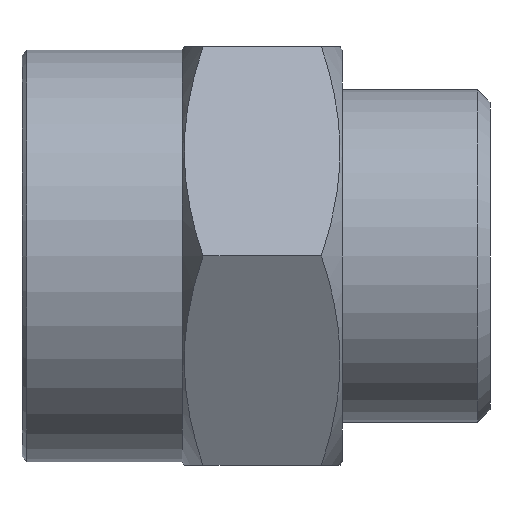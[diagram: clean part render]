
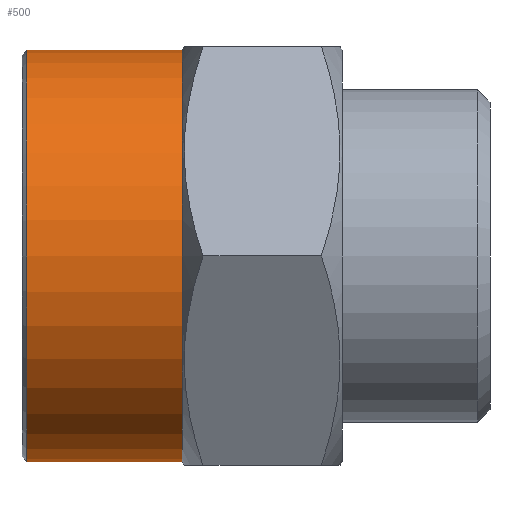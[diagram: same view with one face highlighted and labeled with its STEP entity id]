
A CAD part, left-side view. The second image highlights one B-rep face of the part: STEP entity #500.
In plain terms, the highlighted cylindrical face has radius 8.35 mm (diameter 16.7 mm), a partial arc.
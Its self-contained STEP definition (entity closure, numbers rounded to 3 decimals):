
#45 = AXIS2_PLACEMENT_3D ( 'NONE', #84, #83, #82 ) ;
#46 = CIRCLE ( 'NONE', #45, 8.35 ) ;
#82 = DIRECTION ( 'NONE',  ( 0., 0., -1. ) ) ;
#83 = DIRECTION ( 'NONE',  ( 0., -1., 0. ) ) ;
#84 = CARTESIAN_POINT ( 'NONE',  ( 0., 12.5, 0. ) ) ;
#126 = DIRECTION ( 'NONE',  ( 0., -1., 0. ) ) ;
#127 = CARTESIAN_POINT ( 'NONE',  ( 0., 18.8, 0. ) ) ;
#128 = AXIS2_PLACEMENT_3D ( 'NONE', #127, #126, #153 ) ;
#129 = CIRCLE ( 'NONE', #128, 8.35 ) ;
#153 = DIRECTION ( 'NONE',  ( 0., 0., -1. ) ) ;
#157 = DIRECTION ( 'NONE',  ( 0., 0., -1. ) ) ;
#158 = DIRECTION ( 'NONE',  ( 0., -1., 0. ) ) ;
#159 = AXIS2_PLACEMENT_3D ( 'NONE', #173, #158, #157 ) ;
#173 = CARTESIAN_POINT ( 'NONE',  ( 0., -6.646, 0. ) ) ;
#174 = CYLINDRICAL_SURFACE ( 'NONE', #159, 8.35 ) ;
#189 = FACE_OUTER_BOUND ( 'NONE', #467, .T. ) ;
#244 = DIRECTION ( 'NONE',  ( 0., -1., 0. ) ) ;
#249 = VECTOR ( 'NONE', #244, 1000. ) ;
#319 = CARTESIAN_POINT ( 'NONE',  ( 0., -6.646, -8.35 ) ) ;
#320 = LINE ( 'NONE', #319, #249 ) ;
#360 = LINE ( 'NONE', #367, #364 ) ;
#364 = VECTOR ( 'NONE', #366, 1000. ) ;
#366 = DIRECTION ( 'NONE',  ( 0., -1., 0. ) ) ;
#367 = CARTESIAN_POINT ( 'NONE',  ( 0., -6.646, 8.35 ) ) ;
#376 = CARTESIAN_POINT ( 'NONE',  ( 0., 18.8, 8.35 ) ) ;
#392 = CARTESIAN_POINT ( 'NONE',  ( 0., 18.8, -8.35 ) ) ;
#401 = CARTESIAN_POINT ( 'NONE',  ( 0., 12.5, -8.35 ) ) ;
#435 = CARTESIAN_POINT ( 'NONE',  ( 0., 12.5, 8.35 ) ) ;
#447 = ORIENTED_EDGE ( 'NONE', *, *, #903, .T. ) ;
#448 = ORIENTED_EDGE ( 'NONE', *, *, #502, .T. ) ;
#457 = ORIENTED_EDGE ( 'NONE', *, *, #458, .F. ) ;
#458 = EDGE_CURVE ( 'NONE', #922, #929, #46, .T. ) ;
#467 = EDGE_LOOP ( 'NONE', ( #468, #448, #447, #457 ) ) ;
#468 = ORIENTED_EDGE ( 'NONE', *, *, #905, .F. ) ;
#500 = ADVANCED_FACE ( 'NONE', ( #189 ), #174, .T. ) ;
#502 = EDGE_CURVE ( 'NONE', #912, #911, #129, .T. ) ;
#903 = EDGE_CURVE ( 'NONE', #911, #929, #320, .T. ) ;
#905 = EDGE_CURVE ( 'NONE', #912, #922, #360, .T. ) ;
#911 = VERTEX_POINT ( 'NONE', #392 ) ;
#912 = VERTEX_POINT ( 'NONE', #376 ) ;
#922 = VERTEX_POINT ( 'NONE', #435 ) ;
#929 = VERTEX_POINT ( 'NONE', #401 ) ;
